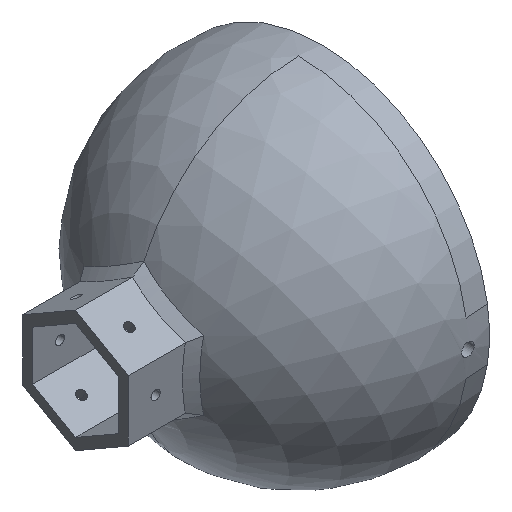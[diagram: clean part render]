
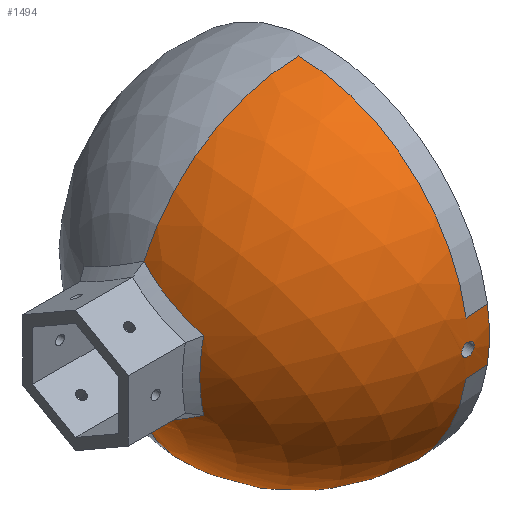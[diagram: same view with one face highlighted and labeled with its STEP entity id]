
A CAD part, isometric view. The second image highlights one B-rep face of the part: STEP entity #1494.
In plain terms, the highlighted spherical face has radius 77.5 mm.
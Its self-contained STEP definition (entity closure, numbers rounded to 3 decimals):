
#1=CARTESIAN_POINT('',(-10.5,0.,0.));
#2=DIRECTION('',(0.,-1.,0.));
#3=DIRECTION('',(-0.913,0.,-0.408));
#4=AXIS2_PLACEMENT_3D('',#1,#2,#3);
#6=CARTESIAN_POINT('',(-10.5,0.,0.));
#7=DIRECTION('',(0.,-1.,0.));
#8=DIRECTION('',(0.,0.,1.));
#9=AXIS2_PLACEMENT_3D('',#6,#7,#8);
#51=CARTESIAN_POINT('',(-10.5,0.,0.));
#52=DIRECTION('',(1.,0.,0.));
#53=DIRECTION('',(0.,0.,1.));
#54=AXIS2_PLACEMENT_3D('',#51,#52,#53);
#56=CARTESIAN_POINT('',(-10.5,-76.565,12.));
#57=CARTESIAN_POINT('',(-9.328,-76.565,12.001));
#58=CARTESIAN_POINT('',(-6.985,-76.512,12.));
#59=CARTESIAN_POINT('',(-3.481,-76.27,12.));
#60=CARTESIAN_POINT('',(-1.157,-76.002,11.999));
#61=CARTESIAN_POINT('',(0.,-75.842,12.));
#63=CARTESIAN_POINT('',(0.,-75.842,-12.));
#64=CARTESIAN_POINT('',(-1.161,-76.003,-12.001));
#65=CARTESIAN_POINT('',(-3.489,-76.271,-12.));
#66=CARTESIAN_POINT('',(-6.993,-76.512,-12.));
#67=CARTESIAN_POINT('',(-9.332,-76.565,-11.999));
#68=CARTESIAN_POINT('',(-10.5,-76.565,-12.));
#70=CARTESIAN_POINT('',(-10.5,0.,0.));
#71=DIRECTION('',(1.,0.,0.));
#72=DIRECTION('',(0.,-0.988,-0.155));
#73=AXIS2_PLACEMENT_3D('',#70,#71,#72);
#75=CARTESIAN_POINT('',(-10.5,-13.678,-23.692));
#76=DIRECTION('',(0.,0.5,0.866));
#77=DIRECTION('',(-0.976,0.189,-0.109));
#78=AXIS2_PLACEMENT_3D('',#75,#76,#77);
#80=CARTESIAN_POINT('',(-10.5,-13.678,-23.692));
#81=DIRECTION('',(0.,0.5,0.866));
#82=DIRECTION('',(-1.,0.,0.));
#83=AXIS2_PLACEMENT_3D('',#80,#81,#82);
#85=CARTESIAN_POINT('',(-10.5,-27.357,0.));
#86=DIRECTION('',(0.,1.,0.));
#87=DIRECTION('',(-0.976,0.,-0.218));
#88=AXIS2_PLACEMENT_3D('',#85,#86,#87);
#90=CARTESIAN_POINT('',(-10.5,-27.357,0.));
#91=DIRECTION('',(0.,1.,0.));
#92=DIRECTION('',(-1.,0.,0.));
#93=AXIS2_PLACEMENT_3D('',#90,#91,#92);
#95=CARTESIAN_POINT('',(-10.5,-13.678,23.692));
#96=DIRECTION('',(0.,0.5,-0.866));
#97=DIRECTION('',(-0.976,-0.189,-0.109));
#98=AXIS2_PLACEMENT_3D('',#95,#96,#97);
#100=CARTESIAN_POINT('',(-10.5,-13.678,23.692));
#101=DIRECTION('',(0.,0.5,-0.866));
#102=DIRECTION('',(-1.,0.,0.));
#103=AXIS2_PLACEMENT_3D('',#100,#101,#102);
#105=CARTESIAN_POINT('',(-10.5,-77.447,0.));
#106=DIRECTION('',(0.,-1.,0.));
#107=DIRECTION('',(-1.,0.,0.));
#108=AXIS2_PLACEMENT_3D('',#105,#106,#107);
#110=CARTESIAN_POINT('',(-10.5,-77.447,0.));
#111=DIRECTION('',(0.,-1.,0.));
#112=DIRECTION('',(1.,0.,0.));
#113=AXIS2_PLACEMENT_3D('',#110,#111,#112);
#130=CARTESIAN_POINT('',(0.,0.,0.));
#131=DIRECTION('',(-1.,0.,0.));
#132=DIRECTION('',(0.,-0.988,-0.156));
#133=AXIS2_PLACEMENT_3D('',#130,#131,#132);
#1105=CARTESIAN_POINT('',(-81.27,0.,-31.589));
#1106=CARTESIAN_POINT('',(-10.5,0.,-77.5));
#1107=VERTEX_POINT('',#1105);
#1108=VERTEX_POINT('',#1106);
#1109=CARTESIAN_POINT('',(-10.5,-76.565,-12.));
#1110=VERTEX_POINT('',#1109);
#1111=VERTEX_POINT('',#63);
#1116=CARTESIAN_POINT('',(0.,-75.842,12.));
#1117=VERTEX_POINT('',#1116);
#1118=VERTEX_POINT('',#56);
#1119=CARTESIAN_POINT('',(-10.5,0.,77.5));
#1120=VERTEX_POINT('',#1119);
#1121=CARTESIAN_POINT('',(-81.27,0.,
31.589));
#1122=VERTEX_POINT('',#1121);
#1141=CARTESIAN_POINT('',(-83.011,-13.678,
-23.692));
#1142=VERTEX_POINT('',#1141);
#1143=CARTESIAN_POINT('',(-81.27,-27.357,
-15.795));
#1144=VERTEX_POINT('',#1143);
#1145=CARTESIAN_POINT('',(-83.011,-27.357,
0.));
#1146=VERTEX_POINT('',#1145);
#1147=CARTESIAN_POINT('',(-81.27,-27.357,
15.795));
#1148=VERTEX_POINT('',#1147);
#1149=CARTESIAN_POINT('',(-83.011,-13.678,
23.692));
#1150=VERTEX_POINT('',#1149);
#1151=CARTESIAN_POINT('',(-13.375,-77.447,0.));
#1152=CARTESIAN_POINT('',(-7.625,-77.447,0.));
#1153=VERTEX_POINT('',#1151);
#1154=VERTEX_POINT('',#1152);
#1461=CARTESIAN_POINT('',(-10.5,0.,0.));
#1462=DIRECTION('',(-0.913,0.,-0.408));
#1463=DIRECTION('',(-0.408,0.,0.913));
#1464=AXIS2_PLACEMENT_3D('',#1461,#1462,#1463);
#1465=SPHERICAL_SURFACE('',#1464,77.5);
#1466=ORIENTED_EDGE('',*,*,#1432,.T.);
#1467=ORIENTED_EDGE('',*,*,#1430,.T.);
#1469=ORIENTED_EDGE('',*,*,#1468,.F.);
#1470=ORIENTED_EDGE('',*,*,#1422,.T.);
#1471=ORIENTED_EDGE('',*,*,#1420,.T.);
#1472=ORIENTED_EDGE('',*,*,#1418,.F.);
#1474=ORIENTED_EDGE('',*,*,#1473,.T.);
#1476=ORIENTED_EDGE('',*,*,#1475,.T.);
#1478=ORIENTED_EDGE('',*,*,#1477,.T.);
#1480=ORIENTED_EDGE('',*,*,#1479,.T.);
#1482=ORIENTED_EDGE('',*,*,#1481,.T.);
#1484=ORIENTED_EDGE('',*,*,#1483,.T.);
#1485=ORIENTED_EDGE('',*,*,#1434,.F.);
#1486=EDGE_LOOP('',(#1466,#1467,#1469,#1470,#1471,#1472,#1474,#1476,#1478,#1480,
#1482,#1484,#1485));
#1487=FACE_OUTER_BOUND('',#1486,.F.);
#1489=ORIENTED_EDGE('',*,*,#1488,.T.);
#1491=ORIENTED_EDGE('',*,*,#1490,.T.);
#1492=EDGE_LOOP('',(#1489,#1491));
#1493=FACE_BOUND('',#1492,.F.);
#1494=ADVANCED_FACE('',(#1487,#1493),#1465,.T.);
#5=CIRCLE('',#4,77.5);
#10=CIRCLE('',#9,77.5);
#55=CIRCLE('',#54,77.5);
#62=B_SPLINE_CURVE_WITH_KNOTS('',3,(#56,#57,#58,#59,#60,#61),.UNSPECIFIED.,.F.,
.F.,(4,1,1,4),(0.,0.333,0.667,1.),.UNSPECIFIED.);
#69=B_SPLINE_CURVE_WITH_KNOTS('',3,(#63,#64,#65,#66,#67,#68),.UNSPECIFIED.,.F.,
.F.,(4,1,1,4),(0.,0.333,0.667,1.),.UNSPECIFIED.);
#74=CIRCLE('',#73,77.5);
#79=CIRCLE('',#78,72.511);
#84=CIRCLE('',#83,72.511);
#89=CIRCLE('',#88,72.511);
#94=CIRCLE('',#93,72.511);
#99=CIRCLE('',#98,72.511);
#104=CIRCLE('',#103,72.511);
#109=CIRCLE('',#108,2.875);
#114=CIRCLE('',#113,2.875);
#134=CIRCLE('',#133,76.785);
#1418=EDGE_CURVE('',#1107,#1108,#5,.T.);
#1420=EDGE_CURVE('',#1110,#1108,#74,.T.);
#1422=EDGE_CURVE('',#1111,#1110,#69,.T.);
#1430=EDGE_CURVE('',#1118,#1117,#62,.T.);
#1432=EDGE_CURVE('',#1120,#1118,#55,.T.);
#1434=EDGE_CURVE('',#1120,#1122,#10,.T.);
#1468=EDGE_CURVE('',#1111,#1117,#134,.T.);
#1473=EDGE_CURVE('',#1107,#1142,#79,.T.);
#1475=EDGE_CURVE('',#1142,#1144,#84,.T.);
#1477=EDGE_CURVE('',#1144,#1146,#89,.T.);
#1479=EDGE_CURVE('',#1146,#1148,#94,.T.);
#1481=EDGE_CURVE('',#1148,#1150,#99,.T.);
#1483=EDGE_CURVE('',#1150,#1122,#104,.T.);
#1488=EDGE_CURVE('',#1153,#1154,#109,.T.);
#1490=EDGE_CURVE('',#1154,#1153,#114,.T.);
